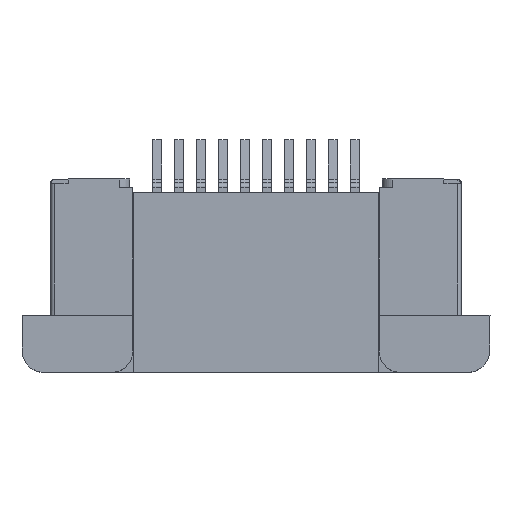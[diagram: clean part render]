
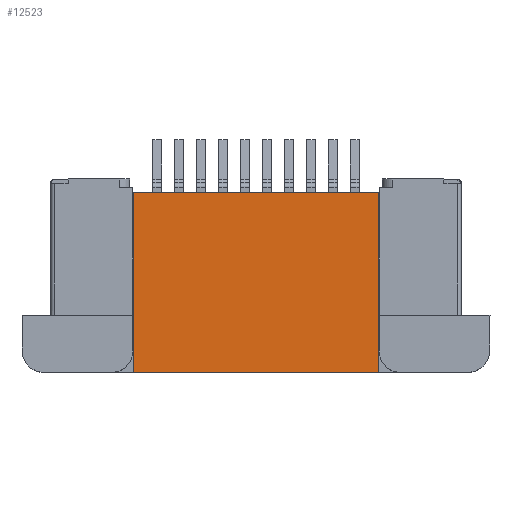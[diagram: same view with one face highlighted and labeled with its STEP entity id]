
A CAD part, top view. The second image highlights one B-rep face of the part: STEP entity #12523.
In plain terms, the highlighted planar face has unit normal (0, 0, 1).
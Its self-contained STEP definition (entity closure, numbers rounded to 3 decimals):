
#1448 = PLANE('',#1449);
#1449 = AXIS2_PLACEMENT_3D('',#1450,#1451,#1452);
#1450 = CARTESIAN_POINT('',(1025.906,-776.605,1.771)
  );
#1451 = DIRECTION('',(1.,0.,0.));
#1452 = DIRECTION('',(0.,0.,1.));
#1504 = PLANE('',#1505);
#1505 = AXIS2_PLACEMENT_3D('',#1506,#1507,#1508);
#1506 = CARTESIAN_POINT('',(1031.494,-776.605,1.771)
  );
#1507 = DIRECTION('',(1.,0.,0.));
#1508 = DIRECTION('',(0.,0.,1.));
#7930 = EDGE_CURVE('',#7931,#7933,#7935,.T.);
#7931 = VERTEX_POINT('',#7932);
#7932 = CARTESIAN_POINT('',(1025.906,-774.555,1.91)
  );
#7933 = VERTEX_POINT('',#7934);
#7934 = CARTESIAN_POINT('',(1025.906,-778.655,1.91)
  );
#7935 = SURFACE_CURVE('',#7936,(#7940,#7947),.PCURVE_S1.);
#7936 = LINE('',#7937,#7938);
#7937 = CARTESIAN_POINT('',(1025.906,-774.555,1.91)
  );
#7938 = VECTOR('',#7939,1.);
#7939 = DIRECTION('',(0.,-1.,0.));
#7940 = PCURVE('',#1448,#7941);
#7941 = DEFINITIONAL_REPRESENTATION('',(#7942),#7946);
#7942 = LINE('',#7943,#7944);
#7943 = CARTESIAN_POINT('',(0.139,-2.05));
#7944 = VECTOR('',#7945,1.);
#7945 = DIRECTION('',(0.,1.));
#7946 = ( GEOMETRIC_REPRESENTATION_CONTEXT(2) 
PARAMETRIC_REPRESENTATION_CONTEXT() REPRESENTATION_CONTEXT('2D SPACE',''
  ) );
#7947 = PCURVE('',#7948,#7953);
#7948 = PLANE('',#7949);
#7949 = AXIS2_PLACEMENT_3D('',#7950,#7951,#7952);
#7950 = CARTESIAN_POINT('',(1025.906,-774.555,1.91)
  );
#7951 = DIRECTION('',(0.,0.,-1.));
#7952 = DIRECTION('',(0.,-1.,0.));
#7953 = DEFINITIONAL_REPRESENTATION('',(#7954),#7958);
#7954 = LINE('',#7955,#7956);
#7955 = CARTESIAN_POINT('',(0.,0.));
#7956 = VECTOR('',#7957,1.);
#7957 = DIRECTION('',(1.,0.));
#7958 = ( GEOMETRIC_REPRESENTATION_CONTEXT(2) 
PARAMETRIC_REPRESENTATION_CONTEXT() REPRESENTATION_CONTEXT('2D SPACE',''
  ) );
#7976 = PLANE('',#7977);
#7977 = AXIS2_PLACEMENT_3D('',#7978,#7979,#7980);
#7978 = CARTESIAN_POINT('',(1025.906,-778.655,1.91)
  );
#7979 = DIRECTION('',(0.,1.,0.));
#7980 = DIRECTION('',(0.,0.,-1.));
#8103 = PLANE('',#8104);
#8104 = AXIS2_PLACEMENT_3D('',#8105,#8106,#8107);
#8105 = CARTESIAN_POINT('',(1025.906,-774.555,1.71)
  );
#8106 = DIRECTION('',(0.,-1.,0.));
#8107 = DIRECTION('',(0.,0.,1.));
#8167 = EDGE_CURVE('',#8168,#8170,#8172,.T.);
#8168 = VERTEX_POINT('',#8169);
#8169 = CARTESIAN_POINT('',(1031.494,-774.555,1.91)
  );
#8170 = VERTEX_POINT('',#8171);
#8171 = CARTESIAN_POINT('',(1031.494,-778.655,1.91)
  );
#8172 = SURFACE_CURVE('',#8173,(#8177,#8184),.PCURVE_S1.);
#8173 = LINE('',#8174,#8175);
#8174 = CARTESIAN_POINT('',(1031.494,-774.555,1.91)
  );
#8175 = VECTOR('',#8176,1.);
#8176 = DIRECTION('',(0.,-1.,0.));
#8177 = PCURVE('',#1504,#8178);
#8178 = DEFINITIONAL_REPRESENTATION('',(#8179),#8183);
#8179 = LINE('',#8180,#8181);
#8180 = CARTESIAN_POINT('',(0.139,-2.05));
#8181 = VECTOR('',#8182,1.);
#8182 = DIRECTION('',(0.,1.));
#8183 = ( GEOMETRIC_REPRESENTATION_CONTEXT(2) 
PARAMETRIC_REPRESENTATION_CONTEXT() REPRESENTATION_CONTEXT('2D SPACE',''
  ) );
#8184 = PCURVE('',#7948,#8185);
#8185 = DEFINITIONAL_REPRESENTATION('',(#8186),#8190);
#8186 = LINE('',#8187,#8188);
#8187 = CARTESIAN_POINT('',(0.,-5.588));
#8188 = VECTOR('',#8189,1.);
#8189 = DIRECTION('',(1.,0.));
#8190 = ( GEOMETRIC_REPRESENTATION_CONTEXT(2) 
PARAMETRIC_REPRESENTATION_CONTEXT() REPRESENTATION_CONTEXT('2D SPACE',''
  ) );
#12523 = ADVANCED_FACE('',(#12524),#7948,.F.);
#12524 = FACE_BOUND('',#12525,.F.);
#12525 = EDGE_LOOP('',(#12526,#12547,#12548,#12569));
#12526 = ORIENTED_EDGE('',*,*,#12527,.T.);
#12527 = EDGE_CURVE('',#7931,#8168,#12528,.T.);
#12528 = SURFACE_CURVE('',#12529,(#12533,#12540),.PCURVE_S1.);
#12529 = LINE('',#12530,#12531);
#12530 = CARTESIAN_POINT('',(1025.906,-774.555,1.91
    ));
#12531 = VECTOR('',#12532,1.);
#12532 = DIRECTION('',(1.,0.,0.));
#12533 = PCURVE('',#7948,#12534);
#12534 = DEFINITIONAL_REPRESENTATION('',(#12535),#12539);
#12535 = LINE('',#12536,#12537);
#12536 = CARTESIAN_POINT('',(0.,-0.));
#12537 = VECTOR('',#12538,1.);
#12538 = DIRECTION('',(0.,-1.));
#12539 = ( GEOMETRIC_REPRESENTATION_CONTEXT(2) 
PARAMETRIC_REPRESENTATION_CONTEXT() REPRESENTATION_CONTEXT('2D SPACE',''
  ) );
#12540 = PCURVE('',#8103,#12541);
#12541 = DEFINITIONAL_REPRESENTATION('',(#12542),#12546);
#12542 = LINE('',#12543,#12544);
#12543 = CARTESIAN_POINT('',(0.2,0.));
#12544 = VECTOR('',#12545,1.);
#12545 = DIRECTION('',(0.,-1.));
#12546 = ( GEOMETRIC_REPRESENTATION_CONTEXT(2) 
PARAMETRIC_REPRESENTATION_CONTEXT() REPRESENTATION_CONTEXT('2D SPACE',''
  ) );
#12547 = ORIENTED_EDGE('',*,*,#8167,.T.);
#12548 = ORIENTED_EDGE('',*,*,#12549,.F.);
#12549 = EDGE_CURVE('',#7933,#8170,#12550,.T.);
#12550 = SURFACE_CURVE('',#12551,(#12555,#12562),.PCURVE_S1.);
#12551 = LINE('',#12552,#12553);
#12552 = CARTESIAN_POINT('',(1025.906,-778.655,1.91
    ));
#12553 = VECTOR('',#12554,1.);
#12554 = DIRECTION('',(1.,0.,0.));
#12555 = PCURVE('',#7948,#12556);
#12556 = DEFINITIONAL_REPRESENTATION('',(#12557),#12561);
#12557 = LINE('',#12558,#12559);
#12558 = CARTESIAN_POINT('',(4.1,0.));
#12559 = VECTOR('',#12560,1.);
#12560 = DIRECTION('',(0.,-1.));
#12561 = ( GEOMETRIC_REPRESENTATION_CONTEXT(2) 
PARAMETRIC_REPRESENTATION_CONTEXT() REPRESENTATION_CONTEXT('2D SPACE',''
  ) );
#12562 = PCURVE('',#7976,#12563);
#12563 = DEFINITIONAL_REPRESENTATION('',(#12564),#12568);
#12564 = LINE('',#12565,#12566);
#12565 = CARTESIAN_POINT('',(0.,0.));
#12566 = VECTOR('',#12567,1.);
#12567 = DIRECTION('',(0.,-1.));
#12568 = ( GEOMETRIC_REPRESENTATION_CONTEXT(2) 
PARAMETRIC_REPRESENTATION_CONTEXT() REPRESENTATION_CONTEXT('2D SPACE',''
  ) );
#12569 = ORIENTED_EDGE('',*,*,#7930,.F.);
